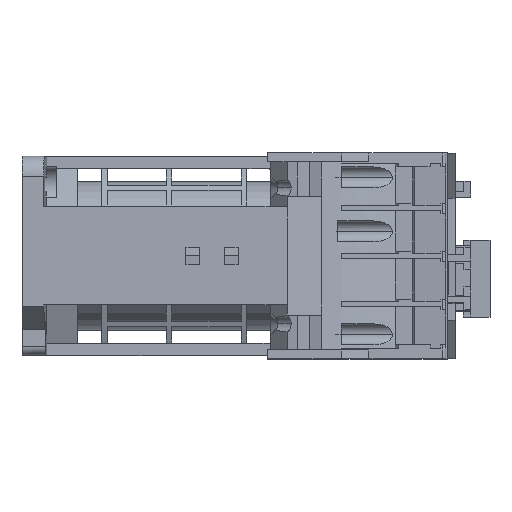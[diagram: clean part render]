
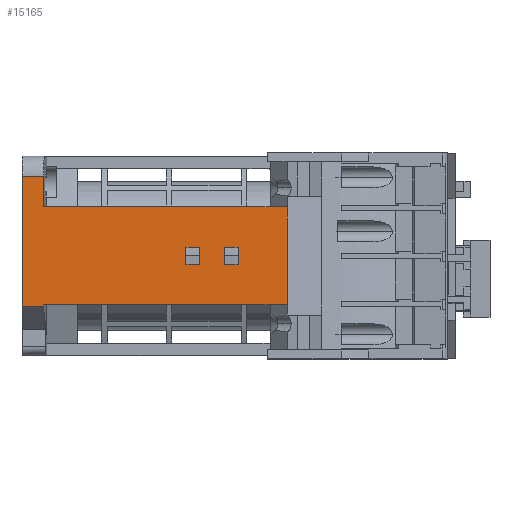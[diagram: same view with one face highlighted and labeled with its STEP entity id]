
A CAD part, top view. The second image highlights one B-rep face of the part: STEP entity #15165.
In plain terms, the highlighted planar face has unit normal (0, 0, 1).
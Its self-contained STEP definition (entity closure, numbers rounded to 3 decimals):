
#43 = CARTESIAN_POINT ( 'NONE',  ( -122., -28.5, 40.5 ) ) ;
#83 = ORIENTED_EDGE ( 'NONE', *, *, #34143, .T. ) ;
#98 = ORIENTED_EDGE ( 'NONE', *, *, #19638, .T. ) ;
#180 = VERTEX_POINT ( 'NONE', #17589 ) ;
#500 = DIRECTION ( 'NONE',  ( 1., 0., 0. ) ) ;
#543 = DIRECTION ( 'NONE',  ( 0., 1., 0. ) ) ;
#735 = ORIENTED_EDGE ( 'NONE', *, *, #32970, .T. ) ;
#787 = CARTESIAN_POINT ( 'NONE',  ( -122., -2.5, 40.5 ) ) ;
#917 = DIRECTION ( 'NONE',  ( 0., -1., 0. ) ) ;
#1239 = VECTOR ( 'NONE', #6163, 1000. ) ;
#1885 = CARTESIAN_POINT ( 'NONE',  ( -46., 14., 40.5 ) ) ;
#1943 = EDGE_CURVE ( 'NONE', #11247, #29052, #6155, .T. ) ;
#2248 = CARTESIAN_POINT ( 'NONE',  ( -122., 22.8, 40.5 ) ) ;
#2880 = ORIENTED_EDGE ( 'NONE', *, *, #32108, .T. ) ;
#3526 = LINE ( 'NONE', #24587, #12692 ) ;
#3737 = EDGE_CURVE ( 'NONE', #5086, #33113, #6657, .T. ) ;
#4202 = ORIENTED_EDGE ( 'NONE', *, *, #23151, .T. ) ;
#4242 = ORIENTED_EDGE ( 'NONE', *, *, #34379, .F. ) ;
#4296 = DIRECTION ( 'NONE',  ( -1., 0., 0. ) ) ;
#4368 = CARTESIAN_POINT ( 'NONE',  ( -64., 2.5, 40.5 ) ) ;
#4592 = ORIENTED_EDGE ( 'NONE', *, *, #42533, .T. ) ;
#5086 = VERTEX_POINT ( 'NONE', #6826 ) ;
#6154 = CARTESIAN_POINT ( 'NONE',  ( -122., 2.5, 40.5 ) ) ;
#6155 = LINE ( 'NONE', #34650, #31424 ) ;
#6163 = DIRECTION ( 'NONE',  ( 1., 0., 0. ) ) ;
#6337 = DIRECTION ( 'NONE',  ( 0., 1., 0. ) ) ;
#6657 = LINE ( 'NONE', #28798, #42150 ) ;
#6826 = CARTESIAN_POINT ( 'NONE',  ( -46., -14., 40.5 ) ) ;
#7024 = VECTOR ( 'NONE', #35239, 1000. ) ;
#7280 = DIRECTION ( 'NONE',  ( 0., 0., 1. ) ) ;
#7812 = LINE ( 'NONE', #17778, #12642 ) ;
#8105 = DIRECTION ( 'NONE',  ( 1., 0., 0. ) ) ;
#8128 = VERTEX_POINT ( 'NONE', #20312 ) ;
#8314 = VECTOR ( 'NONE', #9770, 1000. ) ;
#8430 = ORIENTED_EDGE ( 'NONE', *, *, #22418, .T. ) ;
#9384 = LINE ( 'NONE', #28500, #42717 ) ;
#9503 = CARTESIAN_POINT ( 'NONE',  ( -75., -28.5, 40.5 ) ) ;
#9770 = DIRECTION ( 'NONE',  ( 1., 0., 0. ) ) ;
#10399 = AXIS2_PLACEMENT_3D ( 'NONE', #43, #7280, #34485 ) ;
#10568 = CARTESIAN_POINT ( 'NONE',  ( -75., -2.5, 40.5 ) ) ;
#10791 = VECTOR ( 'NONE', #44489, 1000. ) ;
#11210 = LINE ( 'NONE', #9503, #23548 ) ;
#11247 = VERTEX_POINT ( 'NONE', #4368 ) ;
#11578 = CARTESIAN_POINT ( 'NONE',  ( -71., -2.5, 40.5 ) ) ;
#12642 = VECTOR ( 'NONE', #917, 1000. ) ;
#12692 = VECTOR ( 'NONE', #35299, 1000. ) ;
#12778 = CARTESIAN_POINT ( 'NONE',  ( -115.8, 14., 40.5 ) ) ;
#13715 = LINE ( 'NONE', #2248, #17448 ) ;
#14256 = VERTEX_POINT ( 'NONE', #11578 ) ;
#14531 = CARTESIAN_POINT ( 'NONE',  ( -75., 2.5, 40.5 ) ) ;
#15144 = DIRECTION ( 'NONE',  ( 0., 1., 0. ) ) ;
#15165 = ADVANCED_FACE ( 'NONE', ( #20626, #42177, #41080 ), #27701, .T. ) ;
#15167 = CARTESIAN_POINT ( 'NONE',  ( -122., -14.5, 40.5 ) ) ;
#15244 = EDGE_CURVE ( 'NONE', #29052, #34710, #38389, .T. ) ;
#17087 = CARTESIAN_POINT ( 'NONE',  ( -71., 2.5, 40.5 ) ) ;
#17246 = EDGE_LOOP ( 'NONE', ( #35013, #4592, #38744, #83 ) ) ;
#17448 = VECTOR ( 'NONE', #36833, 1000. ) ;
#17499 = CARTESIAN_POINT ( 'NONE',  ( -64., -2.5, 40.5 ) ) ;
#17589 = CARTESIAN_POINT ( 'NONE',  ( -115.8, 22.8, 40.5 ) ) ;
#17753 = LINE ( 'NONE', #19443, #32787 ) ;
#17778 = CARTESIAN_POINT ( 'NONE',  ( -71., -28.5, 40.5 ) ) ;
#18393 = VECTOR ( 'NONE', #40518, 1000. ) ;
#19371 = EDGE_CURVE ( 'NONE', #40929, #14256, #7812, .T. ) ;
#19443 = CARTESIAN_POINT ( 'NONE',  ( -122., -28.5, 40.5 ) ) ;
#19638 = EDGE_CURVE ( 'NONE', #180, #39569, #13715, .T. ) ;
#20163 = CARTESIAN_POINT ( 'NONE',  ( -122., -2.5, 40.5 ) ) ;
#20312 = CARTESIAN_POINT ( 'NONE',  ( -115.8, -14., 40.5 ) ) ;
#20488 = VECTOR ( 'NONE', #543, 1000. ) ;
#20626 = FACE_OUTER_BOUND ( 'NONE', #39063, .T. ) ;
#21357 = DIRECTION ( 'NONE',  ( 0., -1., 0. ) ) ;
#21461 = EDGE_CURVE ( 'NONE', #32488, #8128, #37731, .T. ) ;
#21726 = ORIENTED_EDGE ( 'NONE', *, *, #28112, .F. ) ;
#22418 = EDGE_CURVE ( 'NONE', #39569, #24116, #17753, .T. ) ;
#22734 = LINE ( 'NONE', #12778, #1239 ) ;
#22735 = EDGE_CURVE ( 'NONE', #34710, #37327, #25828, .T. ) ;
#23151 = EDGE_CURVE ( 'NONE', #37327, #11247, #39802, .T. ) ;
#23548 = VECTOR ( 'NONE', #6337, 1000. ) ;
#23658 = ORIENTED_EDGE ( 'NONE', *, *, #1943, .T. ) ;
#24116 = VERTEX_POINT ( 'NONE', #44196 ) ;
#24218 = VERTEX_POINT ( 'NONE', #14531 ) ;
#24587 = CARTESIAN_POINT ( 'NONE',  ( -115.8, -28.5, 40.5 ) ) ;
#24852 = CARTESIAN_POINT ( 'NONE',  ( -115.8, -28.5, 40.5 ) ) ;
#25219 = EDGE_CURVE ( 'NONE', #41369, #24218, #11210, .T. ) ;
#25828 = LINE ( 'NONE', #787, #7024 ) ;
#27701 = PLANE ( 'NONE',  #10399 ) ;
#28112 = EDGE_CURVE ( 'NONE', #29236, #33113, #22734, .T. ) ;
#28500 = CARTESIAN_POINT ( 'NONE',  ( -115.8, -14., 40.5 ) ) ;
#28798 = CARTESIAN_POINT ( 'NONE',  ( -46., -28.5, 40.5 ) ) ;
#28889 = LINE ( 'NONE', #15167, #31044 ) ;
#29052 = VERTEX_POINT ( 'NONE', #32508 ) ;
#29236 = VERTEX_POINT ( 'NONE', #35847 ) ;
#31044 = VECTOR ( 'NONE', #8105, 1000. ) ;
#31424 = VECTOR ( 'NONE', #500, 1000. ) ;
#32108 = EDGE_CURVE ( 'NONE', #24116, #32488, #28889, .T. ) ;
#32488 = VERTEX_POINT ( 'NONE', #38880 ) ;
#32508 = CARTESIAN_POINT ( 'NONE',  ( -60., 2.5, 40.5 ) ) ;
#32787 = VECTOR ( 'NONE', #43504, 1000. ) ;
#32831 = CARTESIAN_POINT ( 'NONE',  ( -122., 22.8, 40.5 ) ) ;
#32837 = ORIENTED_EDGE ( 'NONE', *, *, #21461, .T. ) ;
#32970 = EDGE_CURVE ( 'NONE', #29236, #180, #3526, .T. ) ;
#33113 = VERTEX_POINT ( 'NONE', #1885 ) ;
#34143 = EDGE_CURVE ( 'NONE', #24218, #40929, #43778, .T. ) ;
#34379 = EDGE_CURVE ( 'NONE', #5086, #8128, #9384, .T. ) ;
#34485 = DIRECTION ( 'NONE',  ( 1., 0., 0. ) ) ;
#34596 = ORIENTED_EDGE ( 'NONE', *, *, #15244, .T. ) ;
#34650 = CARTESIAN_POINT ( 'NONE',  ( -122., 2.5, 40.5 ) ) ;
#34710 = VERTEX_POINT ( 'NONE', #40389 ) ;
#35013 = ORIENTED_EDGE ( 'NONE', *, *, #19371, .T. ) ;
#35239 = DIRECTION ( 'NONE',  ( -1., 0., 0. ) ) ;
#35299 = DIRECTION ( 'NONE',  ( 0., 1., 0. ) ) ;
#35847 = CARTESIAN_POINT ( 'NONE',  ( -115.8, 14., 40.5 ) ) ;
#36833 = DIRECTION ( 'NONE',  ( -1., 0., 0. ) ) ;
#37327 = VERTEX_POINT ( 'NONE', #17499 ) ;
#37367 = ORIENTED_EDGE ( 'NONE', *, *, #22735, .T. ) ;
#37731 = LINE ( 'NONE', #24852, #20488 ) ;
#37761 = CARTESIAN_POINT ( 'NONE',  ( -64., -28.5, 40.5 ) ) ;
#38389 = LINE ( 'NONE', #38684, #39967 ) ;
#38684 = CARTESIAN_POINT ( 'NONE',  ( -60., -28.5, 40.5 ) ) ;
#38744 = ORIENTED_EDGE ( 'NONE', *, *, #25219, .T. ) ;
#38880 = CARTESIAN_POINT ( 'NONE',  ( -115.8, -14.5, 40.5 ) ) ;
#39063 = EDGE_LOOP ( 'NONE', ( #32837, #4242, #39471, #21726, #735, #98, #8430, #2880 ) ) ;
#39471 = ORIENTED_EDGE ( 'NONE', *, *, #3737, .T. ) ;
#39569 = VERTEX_POINT ( 'NONE', #32831 ) ;
#39802 = LINE ( 'NONE', #37761, #10791 ) ;
#39967 = VECTOR ( 'NONE', #21357, 1000. ) ;
#40389 = CARTESIAN_POINT ( 'NONE',  ( -60., -2.5, 40.5 ) ) ;
#40496 = LINE ( 'NONE', #20163, #18393 ) ;
#40518 = DIRECTION ( 'NONE',  ( -1., 0., 0. ) ) ;
#40811 = EDGE_LOOP ( 'NONE', ( #34596, #37367, #4202, #23658 ) ) ;
#40929 = VERTEX_POINT ( 'NONE', #17087 ) ;
#41080 = FACE_BOUND ( 'NONE', #17246, .T. ) ;
#41369 = VERTEX_POINT ( 'NONE', #10568 ) ;
#42150 = VECTOR ( 'NONE', #15144, 1000. ) ;
#42177 = FACE_BOUND ( 'NONE', #40811, .T. ) ;
#42533 = EDGE_CURVE ( 'NONE', #14256, #41369, #40496, .T. ) ;
#42717 = VECTOR ( 'NONE', #4296, 1000. ) ;
#43504 = DIRECTION ( 'NONE',  ( 0., -1., 0. ) ) ;
#43778 = LINE ( 'NONE', #6154, #8314 ) ;
#44196 = CARTESIAN_POINT ( 'NONE',  ( -122., -14.5, 40.5 ) ) ;
#44489 = DIRECTION ( 'NONE',  ( 0., 1., 0. ) ) ;
